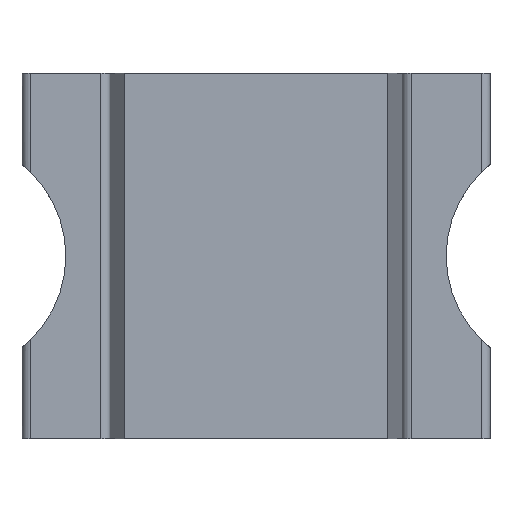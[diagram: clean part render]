
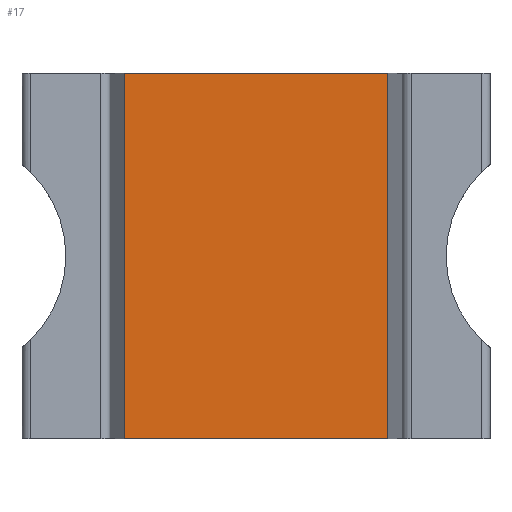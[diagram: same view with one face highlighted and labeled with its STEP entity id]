
A CAD part, top view. The second image highlights one B-rep face of the part: STEP entity #17.
In plain terms, the highlighted planar face has unit normal (0, 0, 1).
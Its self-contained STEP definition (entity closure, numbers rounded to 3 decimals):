
#13=DIRECTION('',(0.,0.,1.));
#17=ADVANCED_FACE('',(#18),#44,.T.);
#18=FACE_BOUND('',#19,.T.);
#19=EDGE_LOOP('',(#20,#29,#36,#41));
#20=ORIENTED_EDGE('',*,*,#21,.T.);
#21=EDGE_CURVE('',#22,#24,#26,.T.);
#22=VERTEX_POINT('',#23);
#23=CARTESIAN_POINT('',(-0.9,1.25,1.1));
#24=VERTEX_POINT('',#25);
#25=CARTESIAN_POINT('',(-0.9,-1.25,1.1));
#26=LINE('',#23,#27);
#27=VECTOR('',#28,1.);
#28=DIRECTION('',(0.,-1.,0.));
#29=ORIENTED_EDGE('',*,*,#30,.T.);
#30=EDGE_CURVE('',#24,#31,#33,.T.);
#31=VERTEX_POINT('',#32);
#32=CARTESIAN_POINT('',(0.9,-1.25,1.1));
#33=LINE('',#25,#34);
#34=VECTOR('',#35,1.);
#35=DIRECTION('',(1.,0.,0.));
#36=ORIENTED_EDGE('',*,*,#37,.F.);
#37=EDGE_CURVE('',#38,#31,#40,.T.);
#38=VERTEX_POINT('',#39);
#39=CARTESIAN_POINT('',(0.9,1.25,1.1));
#40=LINE('',#39,#27);
#41=ORIENTED_EDGE('',*,*,#42,.F.);
#42=EDGE_CURVE('',#22,#38,#43,.T.);
#43=LINE('',#23,#34);
#44=PLANE('',#45);
#45=AXIS2_PLACEMENT_3D('',#23,#13,#35);
